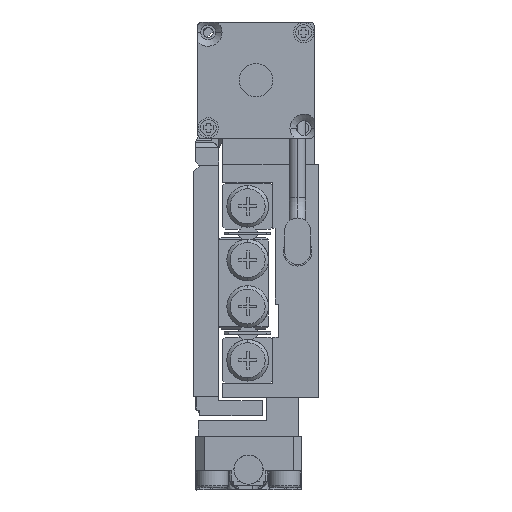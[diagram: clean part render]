
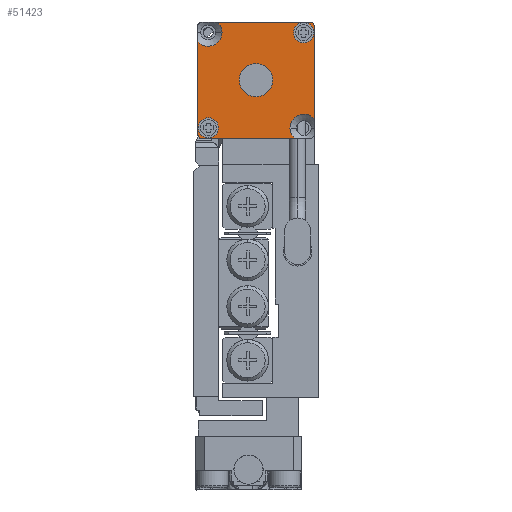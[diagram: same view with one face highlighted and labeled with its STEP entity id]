
A CAD part, left-side view. The second image highlights one B-rep face of the part: STEP entity #51423.
In plain terms, the highlighted face is planar.
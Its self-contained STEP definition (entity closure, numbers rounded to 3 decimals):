
#729 = CIRCLE ( 'NONE', #2475, 1.664 ) ;
#1007 = AXIS2_PLACEMENT_3D ( 'NONE', #44459, #28128, #48882 ) ;
#1248 = DIRECTION ( 'NONE',  ( 1., 0., 0. ) ) ;
#2285 = ORIENTED_EDGE ( 'NONE', *, *, #13832, .F. ) ;
#2339 = FACE_BOUND ( 'NONE', #30842, .T. ) ;
#2475 = AXIS2_PLACEMENT_3D ( 'NONE', #23006, #35194, #52088 ) ;
#2666 = VERTEX_POINT ( 'NONE', #35996 ) ;
#3031 = CIRCLE ( 'NONE', #38453, 1.664 ) ;
#3252 = VERTEX_POINT ( 'NONE', #34242 ) ;
#3288 = VERTEX_POINT ( 'NONE', #9529 ) ;
#3667 = CARTESIAN_POINT ( 'NONE',  ( 7., -7., 30. ) ) ;
#3881 = VERTEX_POINT ( 'NONE', #54519 ) ;
#3928 = VECTOR ( 'NONE', #29575, 1000. ) ;
#3938 = EDGE_CURVE ( 'NONE', #9865, #14479, #22209, .T. ) ;
#4226 = DIRECTION ( 'NONE',  ( 1., 0., 0. ) ) ;
#4632 = DIRECTION ( 'NONE',  ( 0., 0., -1. ) ) ;
#4882 = CARTESIAN_POINT ( 'NONE',  ( 0., 0., 30. ) ) ;
#5070 = ORIENTED_EDGE ( 'NONE', *, *, #47966, .F. ) ;
#5569 = ORIENTED_EDGE ( 'NONE', *, *, #14580, .F. ) ;
#6574 = EDGE_CURVE ( 'NONE', #3252, #3288, #41278, .T. ) ;
#6909 = ORIENTED_EDGE ( 'NONE', *, *, #12098, .F. ) ;
#7469 = CARTESIAN_POINT ( 'NONE',  ( 2.499, -12.714, 30. ) ) ;
#7689 = DIRECTION ( 'NONE',  ( 0., 0., 1. ) ) ;
#8366 = ORIENTED_EDGE ( 'NONE', *, *, #22507, .T. ) ;
#9520 = CIRCLE ( 'NONE', #17488, 1.213 ) ;
#9529 = CARTESIAN_POINT ( 'NONE',  ( 13.927, -1.286, 30. ) ) ;
#9622 = CARTESIAN_POINT ( 'NONE',  ( 0.5, -13.5, 30. ) ) ;
#9865 = VERTEX_POINT ( 'NONE', #23438 ) ;
#9886 = CARTESIAN_POINT ( 'NONE',  ( 2.348, 0., 30. ) ) ;
#10916 = DIRECTION ( 'NONE',  ( 1., 0., 0. ) ) ;
#12098 = EDGE_CURVE ( 'NONE', #3288, #3252, #9520, .T. ) ;
#12510 = CARTESIAN_POINT ( 'NONE',  ( 0., -13.5, 30. ) ) ;
#13146 = AXIS2_PLACEMENT_3D ( 'NONE', #43697, #13708, #31498 ) ;
#13248 = AXIS2_PLACEMENT_3D ( 'NONE', #40339, #19267, #10916 ) ;
#13708 = DIRECTION ( 'NONE',  ( 0., 0., 1. ) ) ;
#13832 = EDGE_CURVE ( 'NONE', #3881, #24761, #33461, .T. ) ;
#13865 = ORIENTED_EDGE ( 'NONE', *, *, #36962, .F. ) ;
#14097 = DIRECTION ( 'NONE',  ( -1., 0., 0. ) ) ;
#14479 = VERTEX_POINT ( 'NONE', #7469 ) ;
#14580 = EDGE_CURVE ( 'NONE', #17739, #38983, #29105, .T. ) ;
#14970 = CARTESIAN_POINT ( 'NONE',  ( 0., -14., 30. ) ) ;
#15669 = DIRECTION ( 'NONE',  ( 0., 0., 1. ) ) ;
#15963 = LINE ( 'NONE', #54213, #3928 ) ;
#16428 = CARTESIAN_POINT ( 'NONE',  ( 0., 0., 30. ) ) ;
#17069 = DIRECTION ( 'NONE',  ( 0., -1., 0. ) ) ;
#17476 = EDGE_CURVE ( 'NONE', #22208, #2666, #18715, .T. ) ;
#17488 = AXIS2_PLACEMENT_3D ( 'NONE', #31201, #18168, #1248 ) ;
#17739 = VERTEX_POINT ( 'NONE', #34711 ) ;
#18004 = VERTEX_POINT ( 'NONE', #47329 ) ;
#18108 = EDGE_LOOP ( 'NONE', ( #8366, #43045 ) ) ;
#18168 = DIRECTION ( 'NONE',  ( 0., 0., 1. ) ) ;
#18715 = CIRCLE ( 'NONE', #1007, 1.664 ) ;
#19267 = DIRECTION ( 'NONE',  ( 0., 0., 1. ) ) ;
#19378 = CARTESIAN_POINT ( 'NONE',  ( 11.652, -14., 30. ) ) ;
#20424 = AXIS2_PLACEMENT_3D ( 'NONE', #24910, #4632, #20464 ) ;
#20464 = DIRECTION ( 'NONE',  ( 1., 0., 0. ) ) ;
#21010 = AXIS2_PLACEMENT_3D ( 'NONE', #9622, #47330, #30170 ) ;
#21925 = EDGE_LOOP ( 'NONE', ( #6909, #29543 ) ) ;
#22208 = VERTEX_POINT ( 'NONE', #23532 ) ;
#22209 = CIRCLE ( 'NONE', #20424, 1.213 ) ;
#22507 = EDGE_CURVE ( 'NONE', #14479, #9865, #44601, .T. ) ;
#22999 = EDGE_CURVE ( 'NONE', #25053, #33780, #47524, .T. ) ;
#23006 = CARTESIAN_POINT ( 'NONE',  ( 1.25, -1.25, 30. ) ) ;
#23432 = FACE_BOUND ( 'NONE', #18108, .T. ) ;
#23438 = CARTESIAN_POINT ( 'NONE',  ( 0.073, -12.714, 30. ) ) ;
#23484 = EDGE_CURVE ( 'NONE', #22208, #18004, #15963, .T. ) ;
#23532 = CARTESIAN_POINT ( 'NONE',  ( 14., -11.652, 30. ) ) ;
#24739 = VERTEX_POINT ( 'NONE', #9886 ) ;
#24761 = VERTEX_POINT ( 'NONE', #39568 ) ;
#24910 = CARTESIAN_POINT ( 'NONE',  ( 1.286, -12.714, 30. ) ) ;
#25053 = VERTEX_POINT ( 'NONE', #46447 ) ;
#25164 = CARTESIAN_POINT ( 'NONE',  ( 1.286, -12.714, 30. ) ) ;
#25344 = AXIS2_PLACEMENT_3D ( 'NONE', #32366, #15669, #33179 ) ;
#26748 = DIRECTION ( 'NONE',  ( 1., 0., 0. ) ) ;
#26999 = DIRECTION ( 'NONE',  ( 1., 0., 0. ) ) ;
#27333 = FACE_BOUND ( 'NONE', #21925, .T. ) ;
#28128 = DIRECTION ( 'NONE',  ( 0., 0., 1. ) ) ;
#28298 = VECTOR ( 'NONE', #17069, 1000. ) ;
#29105 = CIRCLE ( 'NONE', #13146, 1.664 ) ;
#29186 = ORIENTED_EDGE ( 'NONE', *, *, #53298, .T. ) ;
#29543 = ORIENTED_EDGE ( 'NONE', *, *, #6574, .F. ) ;
#29575 = DIRECTION ( 'NONE',  ( 0., 1., 0. ) ) ;
#29879 = AXIS2_PLACEMENT_3D ( 'NONE', #3667, #51332, #4226 ) ;
#30038 = LINE ( 'NONE', #16428, #31793 ) ;
#30161 = CARTESIAN_POINT ( 'NONE',  ( 13.5, 0., 30. ) ) ;
#30170 = DIRECTION ( 'NONE',  ( 1., 0., 0. ) ) ;
#30209 = DIRECTION ( 'NONE',  ( 0., 0., 1. ) ) ;
#30329 = VERTEX_POINT ( 'NONE', #12510 ) ;
#30842 = EDGE_LOOP ( 'NONE', ( #13865, #2285 ) ) ;
#31201 = CARTESIAN_POINT ( 'NONE',  ( 12.714, -1.286, 30. ) ) ;
#31498 = DIRECTION ( 'NONE',  ( 1., 0., 0. ) ) ;
#31716 = AXIS2_PLACEMENT_3D ( 'NONE', #49418, #40827, #26999 ) ;
#31793 = VECTOR ( 'NONE', #14097, 1000. ) ;
#32366 = CARTESIAN_POINT ( 'NONE',  ( 12.714, -1.286, 30. ) ) ;
#32746 = ORIENTED_EDGE ( 'NONE', *, *, #23484, .T. ) ;
#33032 = ORIENTED_EDGE ( 'NONE', *, *, #40252, .T. ) ;
#33179 = DIRECTION ( 'NONE',  ( 1., 0., 0. ) ) ;
#33231 = DIRECTION ( 'NONE',  ( 1., 0., 0. ) ) ;
#33461 = CIRCLE ( 'NONE', #31716, 2. ) ;
#33780 = VERTEX_POINT ( 'NONE', #19378 ) ;
#33855 = EDGE_CURVE ( 'NONE', #2666, #33780, #3031, .T. ) ;
#34011 = LINE ( 'NONE', #4882, #28298 ) ;
#34029 = DIRECTION ( 'NONE',  ( 1., 0., 0. ) ) ;
#34242 = CARTESIAN_POINT ( 'NONE',  ( 11.501, -1.286, 30. ) ) ;
#34711 = CARTESIAN_POINT ( 'NONE',  ( 0., -2.348, 30. ) ) ;
#34724 = ORIENTED_EDGE ( 'NONE', *, *, #17476, .F. ) ;
#34901 = CARTESIAN_POINT ( 'NONE',  ( 13.5, -0.5, 30. ) ) ;
#35194 = DIRECTION ( 'NONE',  ( 0., 0., 1. ) ) ;
#35996 = CARTESIAN_POINT ( 'NONE',  ( 11.086, -12.75, 30. ) ) ;
#36708 = VERTEX_POINT ( 'NONE', #30161 ) ;
#36962 = EDGE_CURVE ( 'NONE', #24761, #3881, #39597, .T. ) ;
#37862 = EDGE_CURVE ( 'NONE', #30329, #25053, #38687, .T. ) ;
#38194 = CARTESIAN_POINT ( 'NONE',  ( 12.75, -12.75, 30. ) ) ;
#38453 = AXIS2_PLACEMENT_3D ( 'NONE', #38194, #7689, #33231 ) ;
#38687 = CIRCLE ( 'NONE', #21010, 0.5 ) ;
#38983 = VERTEX_POINT ( 'NONE', #39584 ) ;
#39568 = CARTESIAN_POINT ( 'NONE',  ( 5., -7., 30. ) ) ;
#39584 = CARTESIAN_POINT ( 'NONE',  ( 2.914, -1.25, 30. ) ) ;
#39597 = CIRCLE ( 'NONE', #29879, 2. ) ;
#40252 = EDGE_CURVE ( 'NONE', #17739, #30329, #34011, .T. ) ;
#40339 = CARTESIAN_POINT ( 'NONE',  ( 0., 0., 30. ) ) ;
#40827 = DIRECTION ( 'NONE',  ( 0., 0., 1. ) ) ;
#41278 = CIRCLE ( 'NONE', #25344, 1.213 ) ;
#42180 = ORIENTED_EDGE ( 'NONE', *, *, #37862, .T. ) ;
#43045 = ORIENTED_EDGE ( 'NONE', *, *, #3938, .T. ) ;
#43697 = CARTESIAN_POINT ( 'NONE',  ( 1.25, -1.25, 30. ) ) ;
#43943 = FACE_OUTER_BOUND ( 'NONE', #51069, .T. ) ;
#43987 = ORIENTED_EDGE ( 'NONE', *, *, #33855, .F. ) ;
#44229 = PLANE ( 'NONE',  #13248 ) ;
#44459 = CARTESIAN_POINT ( 'NONE',  ( 12.75, -12.75, 30. ) ) ;
#44601 = CIRCLE ( 'NONE', #50775, 1.213 ) ;
#45649 = ORIENTED_EDGE ( 'NONE', *, *, #50436, .T. ) ;
#46447 = CARTESIAN_POINT ( 'NONE',  ( 0.5, -14., 30. ) ) ;
#47329 = CARTESIAN_POINT ( 'NONE',  ( 14., -0.5, 30. ) ) ;
#47330 = DIRECTION ( 'NONE',  ( 0., 0., 1. ) ) ;
#47524 = LINE ( 'NONE', #14970, #49961 ) ;
#47966 = EDGE_CURVE ( 'NONE', #38983, #24739, #729, .T. ) ;
#48882 = DIRECTION ( 'NONE',  ( 1., 0., 0. ) ) ;
#49418 = CARTESIAN_POINT ( 'NONE',  ( 7., -7., 30. ) ) ;
#49961 = VECTOR ( 'NONE', #26748, 1000. ) ;
#50436 = EDGE_CURVE ( 'NONE', #36708, #24739, #30038, .T. ) ;
#50769 = CIRCLE ( 'NONE', #54326, 0.5 ) ;
#50775 = AXIS2_PLACEMENT_3D ( 'NONE', #25164, #50910, #34029 ) ;
#50910 = DIRECTION ( 'NONE',  ( 0., 0., -1. ) ) ;
#51069 = EDGE_LOOP ( 'NONE', ( #5569, #33032, #42180, #54217, #43987, #34724, #32746, #29186, #45649, #5070 ) ) ;
#51332 = DIRECTION ( 'NONE',  ( 0., 0., 1. ) ) ;
#51423 = ADVANCED_FACE ( 'NONE', ( #27333, #43943, #2339, #23432 ), #44229, .T. ) ;
#51519 = DIRECTION ( 'NONE',  ( 1., 0., 0. ) ) ;
#52088 = DIRECTION ( 'NONE',  ( 1., 0., 0. ) ) ;
#53298 = EDGE_CURVE ( 'NONE', #18004, #36708, #50769, .T. ) ;
#54213 = CARTESIAN_POINT ( 'NONE',  ( 14., 0., 30. ) ) ;
#54217 = ORIENTED_EDGE ( 'NONE', *, *, #22999, .T. ) ;
#54326 = AXIS2_PLACEMENT_3D ( 'NONE', #34901, #30209, #51519 ) ;
#54519 = CARTESIAN_POINT ( 'NONE',  ( 9., -7., 30. ) ) ;
